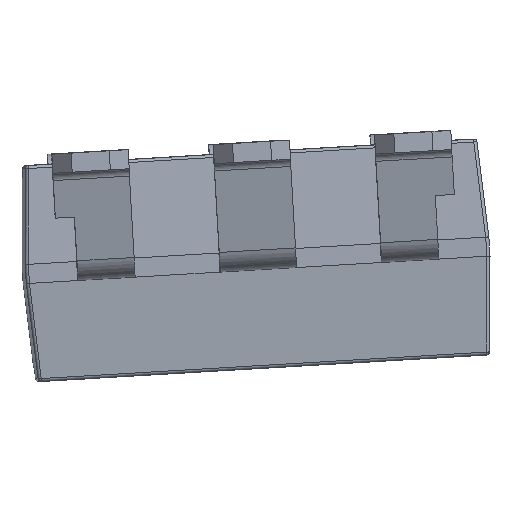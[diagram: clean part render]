
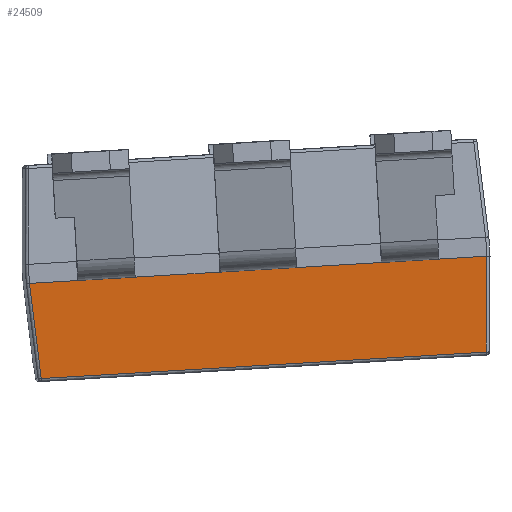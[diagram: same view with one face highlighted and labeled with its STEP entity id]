
A CAD part, front view. The second image highlights one B-rep face of the part: STEP entity #24509.
In plain terms, the highlighted face is planar.
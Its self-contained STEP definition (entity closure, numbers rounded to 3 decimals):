
#253 = VERTEX_POINT ( 'NONE', #19905 ) ;
#591 = LINE ( 'NONE', #11708, #21782 ) ;
#616 = CARTESIAN_POINT ( 'NONE',  ( 3.6, -3.25, 2.006 ) ) ;
#769 = CARTESIAN_POINT ( 'NONE',  ( 0., -3.25, 2.006 ) ) ;
#871 = VERTEX_POINT ( 'NONE', #12133 ) ;
#1124 = CARTESIAN_POINT ( 'NONE',  ( 0.6, -3.25, 2.006 ) ) ;
#1896 = LINE ( 'NONE', #26113, #7678 ) ;
#2110 = VERTEX_POINT ( 'NONE', #12339 ) ;
#3142 = LINE ( 'NONE', #5442, #12473 ) ;
#3565 = VERTEX_POINT ( 'NONE', #18263 ) ;
#4025 = EDGE_CURVE ( 'NONE', #24151, #25524, #591, .T. ) ;
#4631 = VECTOR ( 'NONE', #17194, 1000. ) ;
#4986 = ORIENTED_EDGE ( 'NONE', *, *, #23434, .T. ) ;
#5327 = EDGE_CURVE ( 'NONE', #12012, #6048, #22305, .T. ) ;
#5442 = CARTESIAN_POINT ( 'NONE',  ( 0., -3.153, 3.51 ) ) ;
#6048 = VERTEX_POINT ( 'NONE', #1124 ) ;
#6311 = CARTESIAN_POINT ( 'NONE',  ( -2.84, -3.25, 2.006 ) ) ;
#6969 = VECTOR ( 'NONE', #23532, 1000. ) ;
#7253 = ORIENTED_EDGE ( 'NONE', *, *, #4025, .T. ) ;
#7385 = EDGE_CURVE ( 'NONE', #25524, #8950, #8747, .T. ) ;
#7478 = DIRECTION ( 'NONE',  ( 1., 0., 0. ) ) ;
#7678 = VECTOR ( 'NONE', #22313, 1000. ) ;
#8251 = LINE ( 'NONE', #19622, #6969 ) ;
#8307 = ORIENTED_EDGE ( 'NONE', *, *, #19342, .F. ) ;
#8413 = LINE ( 'NONE', #15779, #10342 ) ;
#8747 = LINE ( 'NONE', #769, #9051 ) ;
#8754 = DIRECTION ( 'NONE',  ( 1., 0., 0. ) ) ;
#8846 = CARTESIAN_POINT ( 'NONE',  ( 0., -3.25, 2.006 ) ) ;
#8950 = VERTEX_POINT ( 'NONE', #16744 ) ;
#9051 = VECTOR ( 'NONE', #9219, 1000. ) ;
#9082 = EDGE_CURVE ( 'NONE', #8950, #871, #13571, .T. ) ;
#9219 = DIRECTION ( 'NONE',  ( 1., 0., 0. ) ) ;
#9792 = EDGE_CURVE ( 'NONE', #2110, #21633, #18333, .T. ) ;
#10342 = VECTOR ( 'NONE', #25991, 1000. ) ;
#10706 = ORIENTED_EDGE ( 'NONE', *, *, #24063, .T. ) ;
#11005 = PLANE ( 'NONE',  #14977 ) ;
#11117 = CARTESIAN_POINT ( 'NONE',  ( 2.84, -3.25, 2.006 ) ) ;
#11708 = CARTESIAN_POINT ( 'NONE',  ( 0., -3.25, 2.006 ) ) ;
#11887 = CARTESIAN_POINT ( 'NONE',  ( -0.6, -3.25, 2.006 ) ) ;
#11946 = LINE ( 'NONE', #8846, #25488 ) ;
#12012 = VERTEX_POINT ( 'NONE', #11887 ) ;
#12133 = CARTESIAN_POINT ( 'NONE',  ( 3.503, -3.153, 3.51 ) ) ;
#12205 = ORIENTED_EDGE ( 'NONE', *, *, #9792, .T. ) ;
#12339 = CARTESIAN_POINT ( 'NONE',  ( -3.6, -3.25, 2.006 ) ) ;
#12473 = VECTOR ( 'NONE', #13490, 1000. ) ;
#12536 = EDGE_LOOP ( 'NONE', ( #25712, #25327, #8307, #22573, #12205, #10706, #25655, #16707, #4986, #7253 ) ) ;
#13159 = DIRECTION ( 'NONE',  ( 0., -0.998, 0.064 ) ) ;
#13490 = DIRECTION ( 'NONE',  ( 1., 0., 0. ) ) ;
#13571 = LINE ( 'NONE', #616, #4631 ) ;
#14110 = DIRECTION ( 'NONE',  ( 1., 0., 0. ) ) ;
#14977 = AXIS2_PLACEMENT_3D ( 'NONE', #25496, #13159, #21164 ) ;
#15220 = EDGE_CURVE ( 'NONE', #253, #2110, #8251, .T. ) ;
#15438 = CARTESIAN_POINT ( 'NONE',  ( 0., -3.25, 2.006 ) ) ;
#15725 = CARTESIAN_POINT ( 'NONE',  ( 0., -3.25, 2.006 ) ) ;
#15779 = CARTESIAN_POINT ( 'NONE',  ( 0., -3.25, 2.006 ) ) ;
#16707 = ORIENTED_EDGE ( 'NONE', *, *, #5327, .T. ) ;
#16744 = CARTESIAN_POINT ( 'NONE',  ( 3.6, -3.25, 2.006 ) ) ;
#17194 = DIRECTION ( 'NONE',  ( -0.064, 0.064, 0.996 ) ) ;
#18263 = CARTESIAN_POINT ( 'NONE',  ( -1.94, -3.25, 2.006 ) ) ;
#18333 = LINE ( 'NONE', #15725, #20279 ) ;
#19342 = EDGE_CURVE ( 'NONE', #253, #871, #3142, .T. ) ;
#19622 = CARTESIAN_POINT ( 'NONE',  ( -3.503, -3.153, 3.51 ) ) ;
#19905 = CARTESIAN_POINT ( 'NONE',  ( -3.503, -3.153, 3.51 ) ) ;
#20279 = VECTOR ( 'NONE', #7478, 1000. ) ;
#21164 = DIRECTION ( 'NONE',  ( 0., -0.064, -0.998 ) ) ;
#21488 = DIRECTION ( 'NONE',  ( 1., 0., 0. ) ) ;
#21633 = VERTEX_POINT ( 'NONE', #6311 ) ;
#21782 = VECTOR ( 'NONE', #14110, 1000. ) ;
#22305 = LINE ( 'NONE', #15438, #22630 ) ;
#22313 = DIRECTION ( 'NONE',  ( 1., 0., 0. ) ) ;
#22573 = ORIENTED_EDGE ( 'NONE', *, *, #15220, .T. ) ;
#22630 = VECTOR ( 'NONE', #21488, 1000. ) ;
#23434 = EDGE_CURVE ( 'NONE', #6048, #24151, #11946, .T. ) ;
#23532 = DIRECTION ( 'NONE',  ( -0.064, -0.064, -0.996 ) ) ;
#24063 = EDGE_CURVE ( 'NONE', #21633, #3565, #8413, .T. ) ;
#24151 = VERTEX_POINT ( 'NONE', #24255 ) ;
#24255 = CARTESIAN_POINT ( 'NONE',  ( 1.94, -3.25, 2.006 ) ) ;
#24509 = ADVANCED_FACE ( 'NONE', ( #25421 ), #11005, .T. ) ;
#25327 = ORIENTED_EDGE ( 'NONE', *, *, #9082, .T. ) ;
#25421 = FACE_OUTER_BOUND ( 'NONE', #12536, .T. ) ;
#25488 = VECTOR ( 'NONE', #8754, 1000. ) ;
#25496 = CARTESIAN_POINT ( 'NONE',  ( 0., -3.15, 3.556 ) ) ;
#25524 = VERTEX_POINT ( 'NONE', #11117 ) ;
#25655 = ORIENTED_EDGE ( 'NONE', *, *, #26435, .T. ) ;
#25712 = ORIENTED_EDGE ( 'NONE', *, *, #7385, .T. ) ;
#25991 = DIRECTION ( 'NONE',  ( 1., 0., 0. ) ) ;
#26113 = CARTESIAN_POINT ( 'NONE',  ( 0., -3.25, 2.006 ) ) ;
#26435 = EDGE_CURVE ( 'NONE', #3565, #12012, #1896, .T. ) ;
